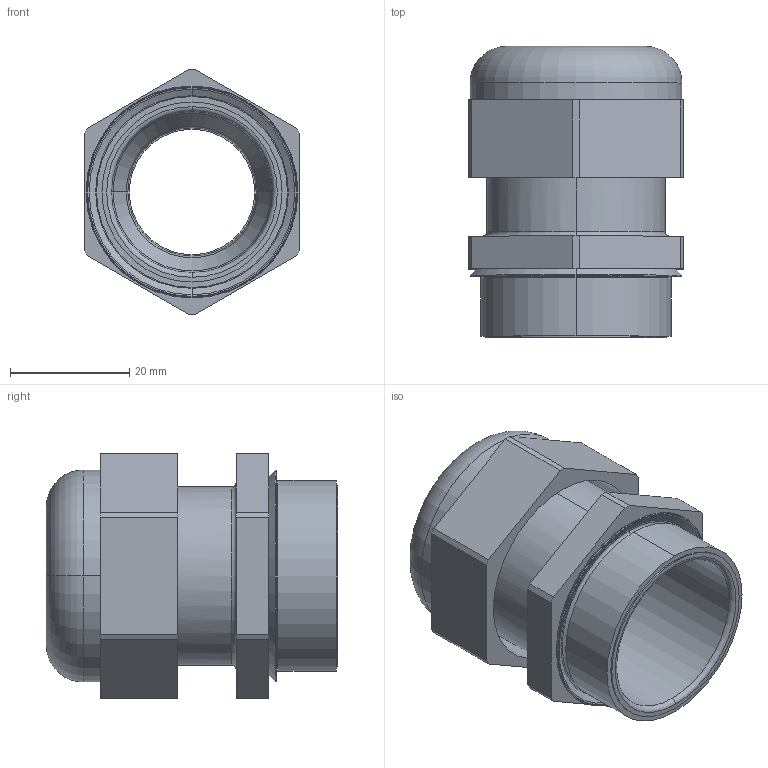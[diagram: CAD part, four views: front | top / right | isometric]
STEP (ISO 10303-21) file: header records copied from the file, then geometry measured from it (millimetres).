
FILE_DESCRIPTION (( 'STEP AP214' ), '1' );
FILE_NAME ('2022851.STP', '2018-01-03T14:37:27', ( '' ), ( '' ), 'SwSTEP 2.0', 'SolidWorks 2016', '' );
FILE_SCHEMA (( 'AUTOMOTIVE_DESIGN' ));
Length unit declared in the file: millimetre
Products named in the file (4): 0005938_grafische Darstellung; 2022851; EV501_M32; 0005937_grafische Darstellung
Assembly tree (3 placements, depth 2):
  2022851
    0005938_grafische Darstellung
    0005937_grafische Darstellung
    EV501_M32
Bounding box: 36 x 48.8 x 41 mm (x, y, z)
Volume: 18619.5 mm3; surface area: 17719.1 mm2
Topology: 3 solids, 3 shells, 329 faces, 883 edges, 567 vertices
Faces by surface type: plane 133, cylinder 92, torus 75, cone 29
Entity records: 10981 total; most frequent: CARTESIAN_POINT 2782, ORIENTED_EDGE 1766, DIRECTION 1665, EDGE_CURVE 883, AXIS2_PLACEMENT_3D 664, VERTEX_POINT 567, EDGE_LOOP 342, VECTOR 337
